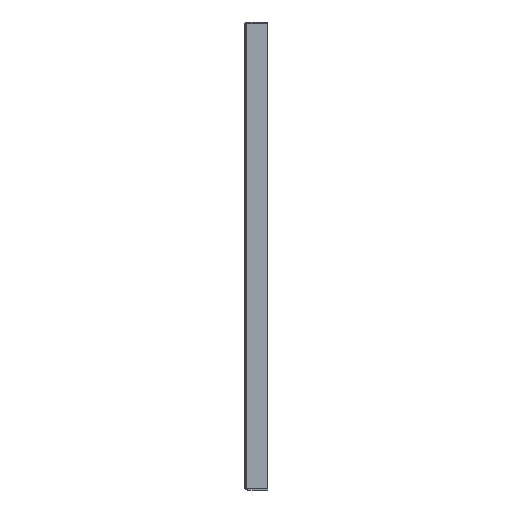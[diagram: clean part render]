
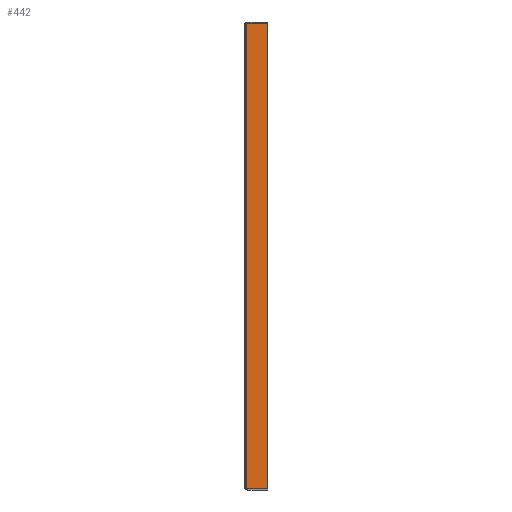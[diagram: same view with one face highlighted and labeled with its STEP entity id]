
A CAD part, left-side view. The second image highlights one B-rep face of the part: STEP entity #442.
In plain terms, the highlighted planar face has unit normal (-1, 0, 0).
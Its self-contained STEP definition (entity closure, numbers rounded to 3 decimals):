
#307=CARTESIAN_POINT('POINT25',(-46.385,-4.034,
   40.335));
#308=VERTEX_POINT('VERTEX25',#307);
#325=CARTESIAN_POINT('POINT28',(-46.385,-0.403,
   40.335));
#326=VERTEX_POINT('VERTEX28',#325);
#333=CARTESIAN_POINT('POS43',(-46.385,-1.311,40.335
   ));
#334=DIRECTION('DIR52',(0.,-1.,0.));
#335=VECTOR('VEC34',#334,1.);
#336=LINE('STRAIGHT34',#333,#335);
#337=EDGE_CURVE('EDGE34',#326,#308,#336,.T.);
#347=CARTESIAN_POINT('POINT29',(-46.385,-0.403,
   -40.335));
#348=VERTEX_POINT('VERTEX29',#347);
#365=CARTESIAN_POINT('POINT32',(-46.385,-4.034,
   -40.335));
#366=VERTEX_POINT('VERTEX32',#365);
#373=CARTESIAN_POINT('POS48',(-46.385,-1.311,
   -40.335));
#374=DIRECTION('DIR58',(0.,-1.,0.));
#375=VECTOR('VEC38',#374,1.);
#376=LINE('STRAIGHT38',#373,#375);
#377=EDGE_CURVE('EDGE38',#348,#366,#376,.T.);
#395=CARTESIAN_POINT('POS51',(-46.385,-4.034,
   20.168));
#396=DIRECTION('DIR62',(0.,0.,-1.));
#397=VECTOR('VEC40',#396,1.);
#398=LINE('STRAIGHT40',#395,#397);
#399=EDGE_CURVE('EDGE40',#308,#366,#398,.T.);
#426=CARTESIAN_POINT('POS55',(-46.385,-0.403,
   40.335));
#427=DIRECTION('DIR68',(0.,0.,1.));
#428=VECTOR('VEC42',#427,1.);
#429=LINE('STRAIGHT42',#426,#428);
#430=EDGE_CURVE('EDGE42',#326,#348,#429,.F.);
#431=ORIENTED_EDGE('COEDGE53',*,*,#430,.T.);
#432=ORIENTED_EDGE('COEDGE54',*,*,#377,.T.);
#433=ORIENTED_EDGE('COEDGE55',*,*,#399,.F.);
#434=ORIENTED_EDGE('COEDGE56',*,*,#337,.F.);
#435=EDGE_LOOP('NONE',(#431,#432,#433,#434));
#436=FACE_BOUND('LOOP1',#435,.T.);
#437=CARTESIAN_POINT('POS56',(-46.385,-0.403,
   40.335));
#438=DIRECTION('DIR69',(-1.,0.,0.));
#439=DIRECTION('DIR70',(0.,1.,0.));
#440=AXIS2_PLACEMENT_3D('AXIS14',#437,#438,#439);
#441=PLANE('PLANE14',#440);
#442=ADVANCED_FACE('FACE14',(#436),#441,.T.);
